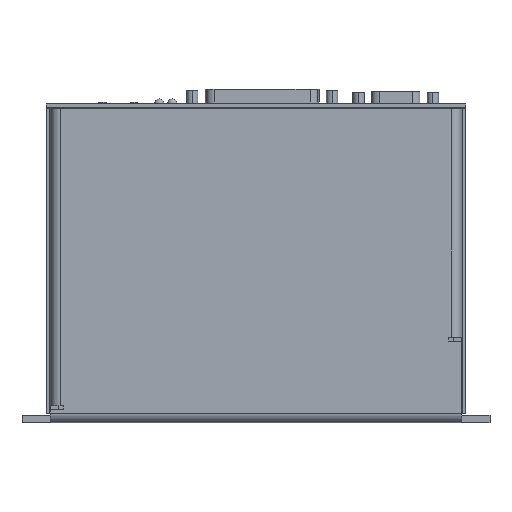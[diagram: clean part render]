
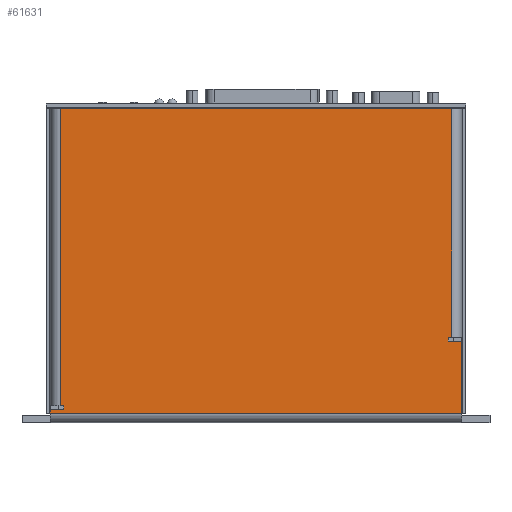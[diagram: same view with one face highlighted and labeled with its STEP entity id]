
A CAD part, front view. The second image highlights one B-rep face of the part: STEP entity #61631.
In plain terms, the highlighted planar face has unit normal (0, -1, 0).
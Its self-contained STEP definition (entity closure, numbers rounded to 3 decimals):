
#36 = DIRECTION ( 'NONE',  ( 0., 0., 1. ) ) ;
#2051 = EDGE_CURVE ( 'NONE', #96079, #117515, #113759, .T. ) ;
#5272 = VECTOR ( 'NONE', #31747, 1000. ) ;
#9993 = EDGE_CURVE ( 'NONE', #110817, #95755, #25922, .T. ) ;
#10681 = ORIENTED_EDGE ( 'NONE', *, *, #111357, .F. ) ;
#10999 = CARTESIAN_POINT ( 'NONE',  ( 0., 0., -102.514 ) ) ;
#11603 = LINE ( 'NONE', #50056, #41766 ) ;
#13654 = ORIENTED_EDGE ( 'NONE', *, *, #52877, .T. ) ;
#14013 = CARTESIAN_POINT ( 'NONE',  ( 135.153, 0., -77. ) ) ;
#14553 = VECTOR ( 'NONE', #69645, 1000. ) ;
#14828 = ORIENTED_EDGE ( 'NONE', *, *, #2051, .T. ) ;
#20337 = EDGE_CURVE ( 'NONE', #84368, #34269, #77339, .T. ) ;
#20733 = CARTESIAN_POINT ( 'NONE',  ( 0., 0., -77. ) ) ;
#21450 = ORIENTED_EDGE ( 'NONE', *, *, #47697, .T. ) ;
#22996 = EDGE_CURVE ( 'NONE', #108286, #46314, #44802, .T. ) ;
#24827 = ORIENTED_EDGE ( 'NONE', *, *, #52067, .F. ) ;
#25922 = LINE ( 'NONE', #64354, #27123 ) ;
#26411 = LINE ( 'NONE', #64819, #36667 ) ;
#27123 = VECTOR ( 'NONE', #102782, 1000. ) ;
#27522 = CARTESIAN_POINT ( 'NONE',  ( 0., 0., -100. ) ) ;
#29472 = DIRECTION ( 'NONE',  ( -1., 0., 0. ) ) ;
#31224 = CARTESIAN_POINT ( 'NONE',  ( 4.547, 0., 0. ) ) ;
#31440 = DIRECTION ( 'NONE',  ( 1., 0., 0. ) ) ;
#31747 = DIRECTION ( 'NONE',  ( 0., 0., -1. ) ) ;
#32408 = VERTEX_POINT ( 'NONE', #122386 ) ;
#33790 = ORIENTED_EDGE ( 'NONE', *, *, #43589, .F. ) ;
#34269 = VERTEX_POINT ( 'NONE', #107981 ) ;
#34348 = CARTESIAN_POINT ( 'NONE',  ( 3.277, 0., 0. ) ) ;
#35263 = DIRECTION ( 'NONE',  ( 0., -1., 0. ) ) ;
#36283 = LINE ( 'NONE', #74690, #69009 ) ;
#36667 = VECTOR ( 'NONE', #103273, 1000. ) ;
#40333 = CARTESIAN_POINT ( 'NONE',  ( 133.883, 0., -78.27 ) ) ;
#40418 = ORIENTED_EDGE ( 'NONE', *, *, #62674, .T. ) ;
#41766 = VECTOR ( 'NONE', #88461, 1000. ) ;
#42430 = EDGE_CURVE ( 'NONE', #84973, #96079, #36283, .T. ) ;
#43589 = EDGE_CURVE ( 'NONE', #84973, #95755, #79276, .T. ) ;
#44706 = FACE_OUTER_BOUND ( 'NONE', #84600, .T. ) ;
#44802 = LINE ( 'NONE', #83185, #122201 ) ;
#46314 = VERTEX_POINT ( 'NONE', #40333 ) ;
#47697 = EDGE_CURVE ( 'NONE', #117515, #84368, #117404, .T. ) ;
#47857 = LINE ( 'NONE', #86256, #110041 ) ;
#50056 = CARTESIAN_POINT ( 'NONE',  ( 0., 0., -102.514 ) ) ;
#52067 = EDGE_CURVE ( 'NONE', #108286, #32408, #79581, .T. ) ;
#52560 = ORIENTED_EDGE ( 'NONE', *, *, #20337, .T. ) ;
#52877 = EDGE_CURVE ( 'NONE', #123539, #32408, #11603, .T. ) ;
#53064 = CARTESIAN_POINT ( 'NONE',  ( 4.547, 0., -100. ) ) ;
#59181 = DIRECTION ( 'NONE',  ( 1., 0., 0. ) ) ;
#61631 = ADVANCED_FACE ( 'NONE', ( #44706 ), #83080, .T. ) ;
#62674 = EDGE_CURVE ( 'NONE', #46314, #76658, #47857, .T. ) ;
#63291 = VECTOR ( 'NONE', #65915, 1000. ) ;
#63967 = CARTESIAN_POINT ( 'NONE',  ( 3.277, 0., -100. ) ) ;
#64354 = CARTESIAN_POINT ( 'NONE',  ( 135.153, 0., -77. ) ) ;
#64819 = CARTESIAN_POINT ( 'NONE',  ( 0., 0., 0. ) ) ;
#65915 = DIRECTION ( 'NONE',  ( 1., 0., 0. ) ) ;
#67839 = ORIENTED_EDGE ( 'NONE', *, *, #42430, .T. ) ;
#69009 = VECTOR ( 'NONE', #113048, 1000. ) ;
#69645 = DIRECTION ( 'NONE',  ( 0., 0., -1. ) ) ;
#71583 = CARTESIAN_POINT ( 'NONE',  ( 133.883, 0., -77. ) ) ;
#73568 = CARTESIAN_POINT ( 'NONE',  ( 135.153, 0., 0. ) ) ;
#73647 = DIRECTION ( 'NONE',  ( 0., 0., -1. ) ) ;
#74690 = CARTESIAN_POINT ( 'NONE',  ( 3.277, 0., 0. ) ) ;
#76658 = VERTEX_POINT ( 'NONE', #71583 ) ;
#77339 = LINE ( 'NONE', #115712, #79971 ) ;
#79276 = LINE ( 'NONE', #117620, #95628 ) ;
#79581 = LINE ( 'NONE', #117915, #5272 ) ;
#79971 = VECTOR ( 'NONE', #29472, 1000. ) ;
#79996 = CARTESIAN_POINT ( 'NONE',  ( 4.547, 0., -101.27 ) ) ;
#81967 = EDGE_CURVE ( 'NONE', #76658, #110817, #107015, .T. ) ;
#83080 = PLANE ( 'NONE',  #123747 ) ;
#83185 = CARTESIAN_POINT ( 'NONE',  ( 0., 0., -78.27 ) ) ;
#84240 = ORIENTED_EDGE ( 'NONE', *, *, #22996, .T. ) ;
#84368 = VERTEX_POINT ( 'NONE', #79996 ) ;
#84600 = EDGE_LOOP ( 'NONE', ( #33790, #67839, #14828, #21450, #52560, #10681, #13654, #24827, #84240, #40418, #85068, #89700 ) ) ;
#84973 = VERTEX_POINT ( 'NONE', #34348 ) ;
#85068 = ORIENTED_EDGE ( 'NONE', *, *, #81967, .T. ) ;
#86256 = CARTESIAN_POINT ( 'NONE',  ( 133.883, 0., 0. ) ) ;
#88461 = DIRECTION ( 'NONE',  ( 1., 0., 0. ) ) ;
#89700 = ORIENTED_EDGE ( 'NONE', *, *, #9993, .T. ) ;
#93289 = CARTESIAN_POINT ( 'NONE',  ( 138.43, 0., -78.27 ) ) ;
#95628 = VECTOR ( 'NONE', #31440, 1000. ) ;
#95755 = VERTEX_POINT ( 'NONE', #73568 ) ;
#96079 = VERTEX_POINT ( 'NONE', #63967 ) ;
#102782 = DIRECTION ( 'NONE',  ( 0., 0., 1. ) ) ;
#103273 = DIRECTION ( 'NONE',  ( 0., 0., 1. ) ) ;
#107015 = LINE ( 'NONE', #20733, #107841 ) ;
#107841 = VECTOR ( 'NONE', #59181, 1000. ) ;
#107981 = CARTESIAN_POINT ( 'NONE',  ( 0., 0., -101.27 ) ) ;
#108286 = VERTEX_POINT ( 'NONE', #93289 ) ;
#110041 = VECTOR ( 'NONE', #36, 1000. ) ;
#110817 = VERTEX_POINT ( 'NONE', #14013 ) ;
#111357 = EDGE_CURVE ( 'NONE', #123539, #34269, #26411, .T. ) ;
#113048 = DIRECTION ( 'NONE',  ( 0., 0., -1. ) ) ;
#113759 = LINE ( 'NONE', #27522, #63291 ) ;
#115712 = CARTESIAN_POINT ( 'NONE',  ( 0., 0., -101.27 ) ) ;
#117404 = LINE ( 'NONE', #31224, #14553 ) ;
#117515 = VERTEX_POINT ( 'NONE', #53064 ) ;
#117620 = CARTESIAN_POINT ( 'NONE',  ( 0., 0., 0. ) ) ;
#117915 = CARTESIAN_POINT ( 'NONE',  ( 138.43, 0., 0. ) ) ;
#121436 = CARTESIAN_POINT ( 'NONE',  ( 0., 0., 0. ) ) ;
#121533 = DIRECTION ( 'NONE',  ( -1., 0., 0. ) ) ;
#122201 = VECTOR ( 'NONE', #121533, 1000. ) ;
#122386 = CARTESIAN_POINT ( 'NONE',  ( 138.43, 0., -102.514 ) ) ;
#123539 = VERTEX_POINT ( 'NONE', #10999 ) ;
#123747 = AXIS2_PLACEMENT_3D ( 'NONE', #121436, #35263, #73647 ) ;
